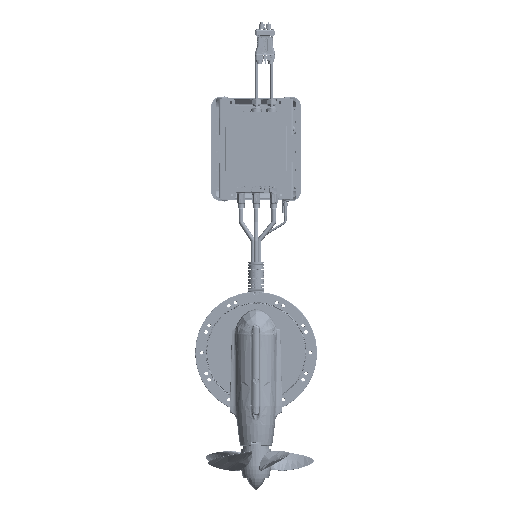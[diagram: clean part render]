
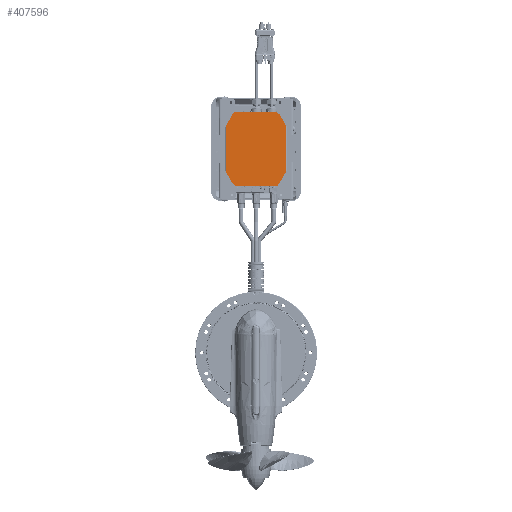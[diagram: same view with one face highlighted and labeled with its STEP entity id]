
A CAD part, front view. The second image highlights one B-rep face of the part: STEP entity #407596.
In plain terms, the highlighted planar face has unit normal (0, -1, 0).
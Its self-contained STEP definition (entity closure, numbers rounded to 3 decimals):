
#1737 = ORIENTED_EDGE ( 'NONE', *, *, #267433, .T. ) ;
#5379 = CARTESIAN_POINT ( 'NONE',  ( 246.402, 960.035, 1395.166 ) ) ;
#20040 = AXIS2_PLACEMENT_3D ( 'NONE', #216596, #499722, #219138 ) ;
#25439 = CARTESIAN_POINT ( 'NONE',  ( 246.402, 960.035, 1395.166 ) ) ;
#30575 = CARTESIAN_POINT ( 'NONE',  ( 212.478, 960.035, 1431.166 ) ) ;
#33267 = CARTESIAN_POINT ( 'NONE',  ( 169.887, 960.035, 1397.666 ) ) ;
#39580 = CARTESIAN_POINT ( 'NONE',  ( 187.402, 960.035, 1397.666 ) ) ;
#39627 = CARTESIAN_POINT ( 'NONE',  ( 175.726, 960.035, 1395.166 ) ) ;
#42926 = B_SPLINE_CURVE_WITH_KNOTS ( 'NONE', 3,
 ( #463209, #383423, #102963, #339699 ),
 .UNSPECIFIED., .F., .F.,
 ( 4, 4 ),
 ( 0., 1. ),
 .UNSPECIFIED. ) ;
#46552 = VERTEX_POINT ( 'NONE', #485042 ) ;
#47092 = B_SPLINE_CURVE_WITH_KNOTS ( 'NONE', 3,
 ( #246055, #439273, #210003, #367053 ),
 .UNSPECIFIED., .F., .F.,
 ( 4, 4 ),
 ( 0., 1. ),
 .UNSPECIFIED. ) ;
#47968 = VECTOR ( 'NONE', #338737, 1000. ) ;
#51087 = CARTESIAN_POINT ( 'NONE',  ( 181.564, 960.035, 1397.666 ) ) ;
#52457 = ORIENTED_EDGE ( 'NONE', *, *, #93102, .F. ) ;
#64048 = CARTESIAN_POINT ( 'NONE',  ( 240.564, 960.035, 1395.166 ) ) ;
#70720 = EDGE_CURVE ( 'NONE', #110651, #160974, #360680, .T. ) ;
#76276 = ORIENTED_EDGE ( 'NONE', *, *, #469076, .T. ) ;
#78200 = CARTESIAN_POINT ( 'NONE',  ( 187.402, 960.035, 1395.999 ) ) ;
#78337 = CARTESIAN_POINT ( 'NONE',  ( 246.402, 960.035, 1397.666 ) ) ;
#80761 = CARTESIAN_POINT ( 'NONE',  ( 181.564, 960.035, 1395.166 ) ) ;
#85006 = CARTESIAN_POINT ( 'NONE',  ( 240.564, 960.035, 1397.666 ) ) ;
#87360 = B_SPLINE_CURVE_WITH_KNOTS ( 'NONE', 3,
 ( #25439, #64048, #100128, #378009 ),
 .UNSPECIFIED., .F., .F.,
 ( 4, 4 ),
 ( 0., 1. ),
 .UNSPECIFIED. ) ;
#92975 = B_SPLINE_CURVE_WITH_KNOTS ( 'NONE', 3,
 ( #226129, #30575, #334360, #221018 ),
 .UNSPECIFIED., .F., .F.,
 ( 4, 4 ),
 ( 0., 1. ),
 .UNSPECIFIED. ) ;
#93102 = EDGE_CURVE ( 'NONE', #268257, #286425, #347961, .T. ) ;
#98907 = CARTESIAN_POINT ( 'NONE',  ( 81.145, 960.035, 1191.166 ) ) ;
#100128 = CARTESIAN_POINT ( 'NONE',  ( 234.726, 960.035, 1395.166 ) ) ;
#102963 = CARTESIAN_POINT ( 'NONE',  ( 228.887, 960.035, 1395.999 ) ) ;
#110651 = VERTEX_POINT ( 'NONE', #78337 ) ;
#112479 = CARTESIAN_POINT ( 'NONE',  ( 187.402, 960.035, 1395.166 ) ) ;
#121261 = ORIENTED_EDGE ( 'NONE', *, *, #176124, .T. ) ;
#139410 = FACE_BOUND ( 'NONE', #287598, .T. ) ;
#142046 = CARTESIAN_POINT ( 'NONE',  ( 228.887, 960.035, 1395.166 ) ) ;
#152071 = B_SPLINE_CURVE_WITH_KNOTS ( 'NONE', 3,
 ( #392220, #80761, #39627, #469507 ),
 .UNSPECIFIED., .F., .F.,
 ( 4, 4 ),
 ( 0., 1. ),
 .UNSPECIFIED. ) ;
#155689 = ORIENTED_EDGE ( 'NONE', *, *, #363792, .T. ) ;
#160974 = VERTEX_POINT ( 'NONE', #476785 ) ;
#169402 = CARTESIAN_POINT ( 'NONE',  ( 169.887, 960.035, 1397.666 ) ) ;
#176124 = EDGE_CURVE ( 'NONE', #160974, #198726, #87360, .T. ) ;
#177001 = CARTESIAN_POINT ( 'NONE',  ( 169.887, 960.035, 1397.666 ) ) ;
#183522 = EDGE_LOOP ( 'NONE', ( #281101, #76276, #52457, #1737 ) ) ;
#189939 = ORIENTED_EDGE ( 'NONE', *, *, #445106, .T. ) ;
#197526 = VERTEX_POINT ( 'NONE', #98907 ) ;
#198726 = VERTEX_POINT ( 'NONE', #142046 ) ;
#200912 = CARTESIAN_POINT ( 'NONE',  ( 246.402, 960.035, 1396.832 ) ) ;
#205474 = CARTESIAN_POINT ( 'NONE',  ( 187.402, 960.035, 1397.666 ) ) ;
#210003 = CARTESIAN_POINT ( 'NONE',  ( 278.145, 960.035, 1351.166 ) ) ;
#210496 = VERTEX_POINT ( 'NONE', #491880 ) ;
#215647 = EDGE_CURVE ( 'NONE', #46552, #198726, #42926, .T. ) ;
#216484 = ORIENTED_EDGE ( 'NONE', *, *, #369511, .F. ) ;
#216596 = CARTESIAN_POINT ( 'NONE',  ( 179.645, 960.035, 1288.166 ) ) ;
#219138 = DIRECTION ( 'NONE',  ( -1., 0., 0. ) ) ;
#221018 = CARTESIAN_POINT ( 'NONE',  ( 81.145, 960.035, 1431.166 ) ) ;
#223522 = DIRECTION ( 'NONE',  ( -1., 0., 0. ) ) ;
#226129 = CARTESIAN_POINT ( 'NONE',  ( 278.145, 960.035, 1431.166 ) ) ;
#235134 = CARTESIAN_POINT ( 'NONE',  ( 187.402, 960.035, 1396.832 ) ) ;
#246055 = CARTESIAN_POINT ( 'NONE',  ( 278.145, 960.035, 1191.166 ) ) ;
#247918 = CARTESIAN_POINT ( 'NONE',  ( 81.145, 960.035, 1431.166 ) ) ;
#249164 = CARTESIAN_POINT ( 'NONE',  ( 169.887, 960.035, 1396.832 ) ) ;
#265338 = FACE_OUTER_BOUND ( 'NONE', #275206, .T. ) ;
#267433 = EDGE_CURVE ( 'NONE', #268257, #449253, #152071, .T. ) ;
#268257 = VERTEX_POINT ( 'NONE', #112479 ) ;
#273192 = B_SPLINE_CURVE_WITH_KNOTS ( 'NONE', 3,
 ( #375222, #449973, #249164, #177001 ),
 .UNSPECIFIED., .F., .F.,
 ( 4, 4 ),
 ( 0., 1. ),
 .UNSPECIFIED. ) ;
#275206 = EDGE_LOOP ( 'NONE', ( #216484, #446201, #355334, #155689 ) ) ;
#280505 = CARTESIAN_POINT ( 'NONE',  ( 228.887, 960.035, 1397.666 ) ) ;
#280640 = CARTESIAN_POINT ( 'NONE',  ( 246.402, 960.035, 1397.666 ) ) ;
#281101 = ORIENTED_EDGE ( 'NONE', *, *, #469351, .T. ) ;
#286425 = VERTEX_POINT ( 'NONE', #317430 ) ;
#287598 = EDGE_LOOP ( 'NONE', ( #455669, #121261, #333446, #189939 ) ) ;
#293797 = VERTEX_POINT ( 'NONE', #293838 ) ;
#293838 = CARTESIAN_POINT ( 'NONE',  ( 278.145, 960.035, 1431.166 ) ) ;
#303266 = LINE ( 'NONE', #419221, #430972 ) ;
#303509 = EDGE_CURVE ( 'NONE', #210496, #293797, #47092, .T. ) ;
#317430 = CARTESIAN_POINT ( 'NONE',  ( 187.402, 960.035, 1397.666 ) ) ;
#333446 = ORIENTED_EDGE ( 'NONE', *, *, #215647, .F. ) ;
#334360 = CARTESIAN_POINT ( 'NONE',  ( 146.811, 960.035, 1431.166 ) ) ;
#337549 = CARTESIAN_POINT ( 'NONE',  ( 169.887, 960.035, 1395.166 ) ) ;
#338737 = DIRECTION ( 'NONE',  ( 0., 0., 1. ) ) ;
#339699 = CARTESIAN_POINT ( 'NONE',  ( 228.887, 960.035, 1395.166 ) ) ;
#345629 = VERTEX_POINT ( 'NONE', #247918 ) ;
#347961 = B_SPLINE_CURVE_WITH_KNOTS ( 'NONE', 3,
 ( #430832, #78200, #235134, #39580 ),
 .UNSPECIFIED., .F., .F.,
 ( 4, 4 ),
 ( 0., 1. ),
 .UNSPECIFIED. ) ;
#355334 = ORIENTED_EDGE ( 'NONE', *, *, #303509, .T. ) ;
#360680 = B_SPLINE_CURVE_WITH_KNOTS ( 'NONE', 3,
 ( #280640, #200912, #478931, #5379 ),
 .UNSPECIFIED., .F., .F.,
 ( 4, 4 ),
 ( 0., 1. ),
 .UNSPECIFIED. ) ;
#363792 = EDGE_CURVE ( 'NONE', #293797, #345629, #92975, .T. ) ;
#367053 = CARTESIAN_POINT ( 'NONE',  ( 278.145, 960.035, 1431.166 ) ) ;
#369511 = EDGE_CURVE ( 'NONE', #197526, #345629, #416038, .T. ) ;
#375222 = CARTESIAN_POINT ( 'NONE',  ( 169.887, 960.035, 1395.166 ) ) ;
#378009 = CARTESIAN_POINT ( 'NONE',  ( 228.887, 960.035, 1395.166 ) ) ;
#383423 = CARTESIAN_POINT ( 'NONE',  ( 228.887, 960.035, 1396.832 ) ) ;
#392220 = CARTESIAN_POINT ( 'NONE',  ( 187.402, 960.035, 1395.166 ) ) ;
#398641 = CARTESIAN_POINT ( 'NONE',  ( 175.726, 960.035, 1397.666 ) ) ;
#407517 = B_SPLINE_CURVE_WITH_KNOTS ( 'NONE', 3,
 ( #280505, #437657, #85006, #440211 ),
 .UNSPECIFIED., .F., .F.,
 ( 4, 4 ),
 ( 0., 1. ),
 .UNSPECIFIED. ) ;
#407596 = ADVANCED_FACE ( 'NONE', ( #139410, #422452, #265338 ), #419930, .T. ) ;
#411983 = VERTEX_POINT ( 'NONE', #33267 ) ;
#416038 = LINE ( 'NONE', #459710, #47968 ) ;
#419221 = CARTESIAN_POINT ( 'NONE',  ( 179.645, 960.035, 1191.166 ) ) ;
#419930 = PLANE ( 'NONE',  #20040 ) ;
#422452 = FACE_BOUND ( 'NONE', #183522, .T. ) ;
#425188 = EDGE_CURVE ( 'NONE', #210496, #197526, #303266, .T. ) ;
#430832 = CARTESIAN_POINT ( 'NONE',  ( 187.402, 960.035, 1395.166 ) ) ;
#430972 = VECTOR ( 'NONE', #223522, 1000. ) ;
#437657 = CARTESIAN_POINT ( 'NONE',  ( 234.726, 960.035, 1397.666 ) ) ;
#439273 = CARTESIAN_POINT ( 'NONE',  ( 278.145, 960.035, 1271.166 ) ) ;
#440211 = CARTESIAN_POINT ( 'NONE',  ( 246.402, 960.035, 1397.666 ) ) ;
#444704 = B_SPLINE_CURVE_WITH_KNOTS ( 'NONE', 3,
 ( #169402, #398641, #51087, #205474 ),
 .UNSPECIFIED., .F., .F.,
 ( 4, 4 ),
 ( 0., 1. ),
 .UNSPECIFIED. ) ;
#445106 = EDGE_CURVE ( 'NONE', #46552, #110651, #407517, .T. ) ;
#446201 = ORIENTED_EDGE ( 'NONE', *, *, #425188, .F. ) ;
#449253 = VERTEX_POINT ( 'NONE', #337549 ) ;
#449973 = CARTESIAN_POINT ( 'NONE',  ( 169.887, 960.035, 1395.999 ) ) ;
#455669 = ORIENTED_EDGE ( 'NONE', *, *, #70720, .T. ) ;
#459710 = CARTESIAN_POINT ( 'NONE',  ( 81.145, 960.035, 876.259 ) ) ;
#463209 = CARTESIAN_POINT ( 'NONE',  ( 228.887, 960.035, 1397.666 ) ) ;
#469076 = EDGE_CURVE ( 'NONE', #411983, #286425, #444704, .T. ) ;
#469351 = EDGE_CURVE ( 'NONE', #449253, #411983, #273192, .T. ) ;
#469507 = CARTESIAN_POINT ( 'NONE',  ( 169.887, 960.035, 1395.166 ) ) ;
#476785 = CARTESIAN_POINT ( 'NONE',  ( 246.402, 960.035, 1395.166 ) ) ;
#478931 = CARTESIAN_POINT ( 'NONE',  ( 246.402, 960.035, 1395.999 ) ) ;
#485042 = CARTESIAN_POINT ( 'NONE',  ( 228.887, 960.035, 1397.666 ) ) ;
#491880 = CARTESIAN_POINT ( 'NONE',  ( 278.145, 960.035, 1191.166 ) ) ;
#499722 = DIRECTION ( 'NONE',  ( 0., -1., 0. ) ) ;
